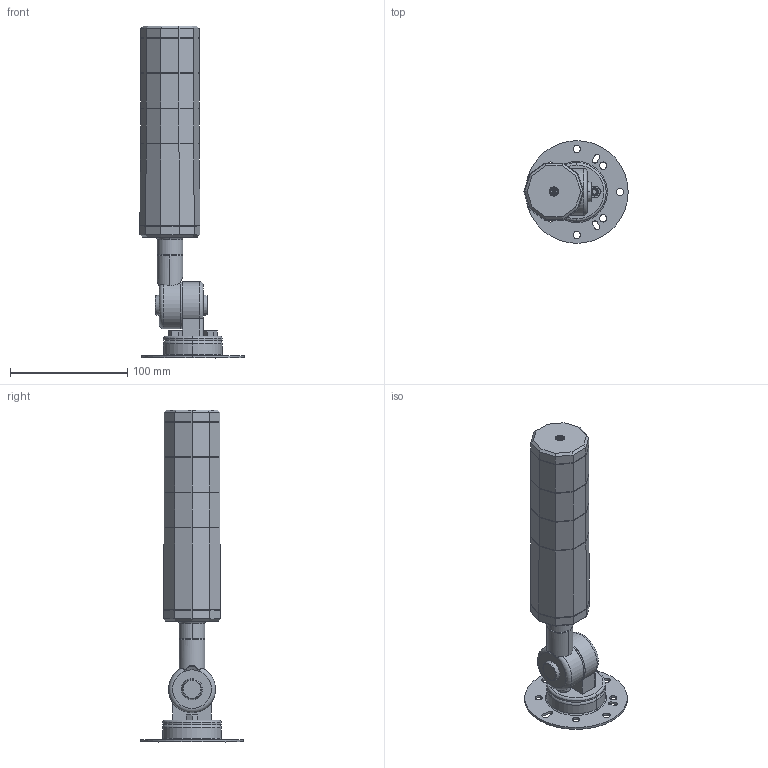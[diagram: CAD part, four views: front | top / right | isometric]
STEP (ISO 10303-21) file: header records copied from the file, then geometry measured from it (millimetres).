
FILE_DESCRIPTION((''),'2;1');
FILE_NAME('NLA50DC-3B3D SERIES.stp','2023-11-29T15:53:57',(''),(''),'Mechanical Desktop 2011','Mechanical Desktop 2011',', , ');
FILE_SCHEMA(('CONFIG_CONTROL_DESIGN'));
Length unit declared in the file: millimetre
Products named in the file (1): Product
Bounding box: 88.86 x 87.5 x 283 mm (x, y, z)
Volume: 419227.4 mm3; surface area: 89315.6 mm2
Topology: 25 solids, 25 shells, 501 faces, 1226 edges, 788 vertices
Faces by surface type: plane 286, cylinder 86, bspline 77, cone 28, torus 18, sphere 6
Entity records: 16480 total; most frequent: CARTESIAN_POINT 4733, ORIENTED_EDGE 2452, DIRECTION 2318, EDGE_CURVE 1226, VERTEX_POINT 788, VECTOR 776, LINE 776, AXIS2_PLACEMENT_3D 771
